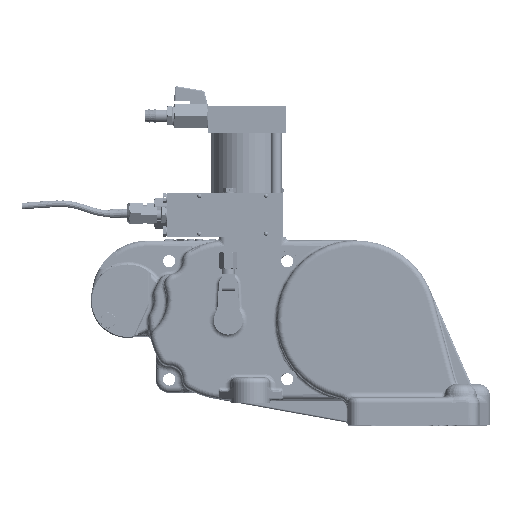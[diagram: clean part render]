
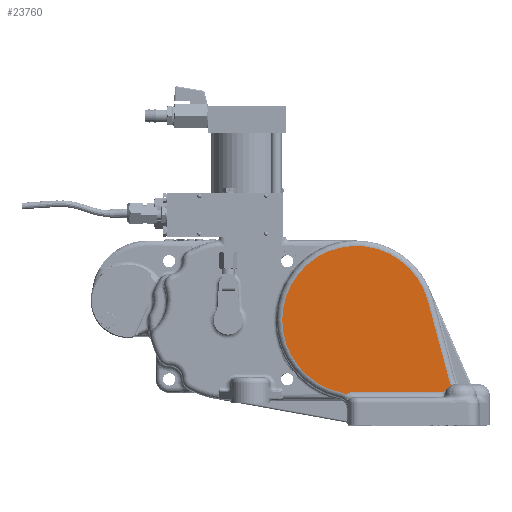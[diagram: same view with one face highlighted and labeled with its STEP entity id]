
A CAD part, top view. The second image highlights one B-rep face of the part: STEP entity #23760.
In plain terms, the highlighted planar face has unit normal (0, 0, 1).
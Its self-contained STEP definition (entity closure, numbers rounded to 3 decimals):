
#21620 = AXIS2_PLACEMENT_3D ( 'NONE', #52223, #52233, #52235 ) ;
#23760 = ADVANCED_FACE ( 'NONE', ( #173869 ), #52224, .T. ) ;
#28612 = EDGE_CURVE ( 'NONE', #171254, #171256, #201764, .T. ) ;
#28627 = EDGE_CURVE ( 'NONE', #171258, #171260, #201771, .T. ) ;
#28632 = EDGE_CURVE ( 'NONE', #171260, #171262, #201774, .T. ) ;
#28636 = EDGE_CURVE ( 'NONE', #171252, #171254, #207633, .T. ) ;
#28640 = EDGE_CURVE ( 'NONE', #171249, #171252, #201765, .T. ) ;
#28645 = EDGE_CURVE ( 'NONE', #171256, #171258, #201776, .T. ) ;
#28650 = EDGE_CURVE ( 'NONE', #171262, #171249, #201782, .T. ) ;
#52223 = CARTESIAN_POINT ( 'NONE',  ( 0., 0., 85.5 ) ) ;
#52224 = PLANE ( 'NONE',  #21620 ) ;
#52233 = DIRECTION ( 'NONE',  ( 0., 0., 1. ) ) ;
#52235 = DIRECTION ( 'NONE',  ( 1., 0., 0. ) ) ;
#109075 = EDGE_LOOP ( 'NONE', ( #200419, #200403, #200406, #200409, #200412, #200414, #200417 ) ) ;
#131075 = CARTESIAN_POINT ( 'NONE',  ( -2.5, -64.5, 85.5 ) ) ;
#131076 = CARTESIAN_POINT ( 'NONE',  ( 76.267, -64.5, 85.5 ) ) ;
#131077 = CARTESIAN_POINT ( 'NONE',  ( 84.993, -58.54, 85.5 ) ) ;
#131078 = CARTESIAN_POINT ( 'NONE',  ( 83.347, -54.118, 85.5 ) ) ;
#131079 = CARTESIAN_POINT ( 'NONE',  ( 64.234, 17.211, 85.5 ) ) ;
#131080 = CARTESIAN_POINT ( 'NONE',  ( -14.279, -64.949, 85.5 ) ) ;
#131082 = CARTESIAN_POINT ( 'NONE',  ( -9.218, -67.093, 85.5 ) ) ;
#171249 = VERTEX_POINT ( 'NONE', #131075 ) ;
#171252 = VERTEX_POINT ( 'NONE', #131076 ) ;
#171254 = VERTEX_POINT ( 'NONE', #131077 ) ;
#171256 = VERTEX_POINT ( 'NONE', #131078 ) ;
#171258 = VERTEX_POINT ( 'NONE', #131079 ) ;
#171260 = VERTEX_POINT ( 'NONE', #131080 ) ;
#171262 = VERTEX_POINT ( 'NONE', #131082 ) ;
#173869 = FACE_OUTER_BOUND ( 'NONE', #109075, .T. ) ;
#200403 = ORIENTED_EDGE ( 'NONE', *, *, #28636, .T. ) ;
#200406 = ORIENTED_EDGE ( 'NONE', *, *, #28612, .T. ) ;
#200409 = ORIENTED_EDGE ( 'NONE', *, *, #28645, .T. ) ;
#200412 = ORIENTED_EDGE ( 'NONE', *, *, #28627, .T. ) ;
#200414 = ORIENTED_EDGE ( 'NONE', *, *, #28632, .T. ) ;
#200417 = ORIENTED_EDGE ( 'NONE', *, *, #28650, .T. ) ;
#200419 = ORIENTED_EDGE ( 'NONE', *, *, #28640, .T. ) ;
#201764 = CIRCLE ( 'NONE', #204641, 25. ) ;
#201765 = LINE ( 'NONE', #207182, #201772 ) ;
#201771 = CIRCLE ( 'NONE', #204648, 66.5 ) ;
#201772 = VECTOR ( 'NONE', #207183, 1000. ) ;
#201774 = CIRCLE ( 'NONE', #204649, 15. ) ;
#201776 = LINE ( 'NONE', #207184, #201778 ) ;
#201778 = VECTOR ( 'NONE', #207185, 1000. ) ;
#201782 = CIRCLE ( 'NONE', #204650, 10. ) ;
#204641 = AXIS2_PLACEMENT_3D ( 'NONE', #207128, #207141, #207142 ) ;
#204648 = AXIS2_PLACEMENT_3D ( 'NONE', #207140, #207151, #207152 ) ;
#204649 = AXIS2_PLACEMENT_3D ( 'NONE', #207144, #207154, #207155 ) ;
#204650 = AXIS2_PLACEMENT_3D ( 'NONE', #207156, #207186, #207187 ) ;
#207128 = CARTESIAN_POINT ( 'NONE',  ( 107.495, -47.647, 85.5 ) ) ;
#207140 = CARTESIAN_POINT ( 'NONE',  ( 0., 0., 85.5 ) ) ;
#207141 = DIRECTION ( 'NONE',  ( 0., 0., -1. ) ) ;
#207142 = DIRECTION ( 'NONE',  ( 1., 0., 0. ) ) ;
#207144 = CARTESIAN_POINT ( 'NONE',  ( -17.5, -79.599, 85.5 ) ) ;
#207151 = DIRECTION ( 'NONE',  ( 0., 0., 1. ) ) ;
#207152 = DIRECTION ( 'NONE',  ( 1., 0., 0. ) ) ;
#207153 = CARTESIAN_POINT ( 'NONE',  ( 76.267, -64.5, 85.5 ) ) ;
#207154 = DIRECTION ( 'NONE',  ( 0., 0., -1. ) ) ;
#207155 = DIRECTION ( 'NONE',  ( 1., 0., 0. ) ) ;
#207156 = CARTESIAN_POINT ( 'NONE',  ( -2.5, -74.5, 85.5 ) ) ;
#207157 = CARTESIAN_POINT ( 'NONE',  ( 76.352, -64.584, 85.5 ) ) ;
#207158 = CARTESIAN_POINT ( 'NONE',  ( 76.44, -64.665, 85.5 ) ) ;
#207159 = CARTESIAN_POINT ( 'NONE',  ( 76.626, -64.815, 85.5 ) ) ;
#207160 = CARTESIAN_POINT ( 'NONE',  ( 76.724, -64.884, 85.5 ) ) ;
#207161 = CARTESIAN_POINT ( 'NONE',  ( 76.934, -64.995, 85.5 ) ) ;
#207162 = CARTESIAN_POINT ( 'NONE',  ( 77.049, -65.037, 85.5 ) ) ;
#207163 = CARTESIAN_POINT ( 'NONE',  ( 77.286, -65.065, 85.5 ) ) ;
#207164 = CARTESIAN_POINT ( 'NONE',  ( 77.408, -65.05, 85.5 ) ) ;
#207165 = CARTESIAN_POINT ( 'NONE',  ( 77.636, -64.974, 85.5 ) ) ;
#207166 = CARTESIAN_POINT ( 'NONE',  ( 77.742, -64.916, 85.5 ) ) ;
#207167 = CARTESIAN_POINT ( 'NONE',  ( 77.939, -64.781, 85.5 ) ) ;
#207168 = CARTESIAN_POINT ( 'NONE',  ( 78.032, -64.704, 85.5 ) ) ;
#207169 = CARTESIAN_POINT ( 'NONE',  ( 78.296, -64.464, 85.5 ) ) ;
#207170 = CARTESIAN_POINT ( 'NONE',  ( 78.458, -64.29, 85.5 ) ) ;
#207171 = CARTESIAN_POINT ( 'NONE',  ( 78.929, -63.757, 85.5 ) ) ;
#207172 = CARTESIAN_POINT ( 'NONE',  ( 79.228, -63.386, 85.5 ) ) ;
#207173 = CARTESIAN_POINT ( 'NONE',  ( 79.838, -62.658, 85.5 ) ) ;
#207174 = CARTESIAN_POINT ( 'NONE',  ( 80.147, -62.298, 85.5 ) ) ;
#207175 = CARTESIAN_POINT ( 'NONE',  ( 81.108, -61.255, 85.5 ) ) ;
#207176 = CARTESIAN_POINT ( 'NONE',  ( 81.793, -60.605, 85.5 ) ) ;
#207177 = CARTESIAN_POINT ( 'NONE',  ( 82.922, -59.738, 85.5 ) ) ;
#207178 = CARTESIAN_POINT ( 'NONE',  ( 83.317, -59.465, 85.5 ) ) ;
#207179 = CARTESIAN_POINT ( 'NONE',  ( 84.135, -58.966, 85.5 ) ) ;
#207180 = CARTESIAN_POINT ( 'NONE',  ( 84.557, -58.74, 85.5 ) ) ;
#207181 = CARTESIAN_POINT ( 'NONE',  ( 84.993, -58.54, 85.5 ) ) ;
#207182 = CARTESIAN_POINT ( 'NONE',  ( 81.351, -64.5, 85.5 ) ) ;
#207183 = DIRECTION ( 'NONE',  ( 1., 0., 0. ) ) ;
#207184 = CARTESIAN_POINT ( 'NONE',  ( 64.234, 17.211, 85.5 ) ) ;
#207185 = DIRECTION ( 'NONE',  ( -0.259, 0.966, 0. ) ) ;
#207186 = DIRECTION ( 'NONE',  ( 0., 0., -1. ) ) ;
#207187 = DIRECTION ( 'NONE',  ( 1., 0., 0. ) ) ;
#207633 = B_SPLINE_CURVE_WITH_KNOTS ( 'NONE', 3,
 ( #207153, #207157, #207158, #207159, #207160, #207161, #207162, #207163, #207164, #207165, #207166, #207167, #207168, #207169, #207170, #207171, #207172, #207173, #207174, #207175, #207176, #207177, #207178, #207179, #207180, #207181 ),
 .UNSPECIFIED., .F., .F.,
 ( 4, 2, 2, 2, 2, 2, 2, 2, 2, 2, 2, 2, 4 ),
 ( 0., 0., 0.001, 0.001, 0.001, 0.002, 0.002, 0.003, 0.004, 0.006, 0.009, 0.01, 0.011 ),
 .UNSPECIFIED. ) ;
